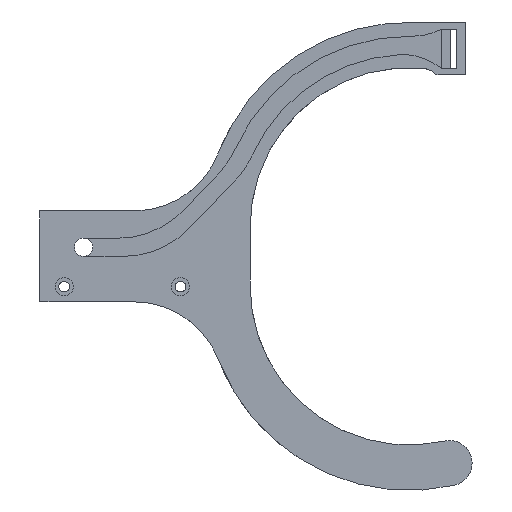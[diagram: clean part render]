
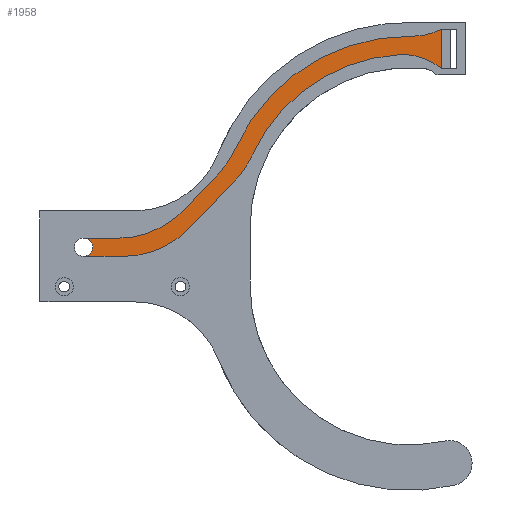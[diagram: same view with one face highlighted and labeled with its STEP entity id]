
A CAD part, front view. The second image highlights one B-rep face of the part: STEP entity #1958.
In plain terms, the highlighted planar face has unit normal (0, -1, 0).
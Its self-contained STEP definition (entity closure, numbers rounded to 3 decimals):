
#72=CIRCLE('',#2072,20.);
#74=CIRCLE('',#2075,56.883);
#77=CIRCLE('',#2080,20.);
#78=CIRCLE('',#2082,30.);
#81=CIRCLE('',#2087,30.);
#83=CIRCLE('',#2090,62.883);
#84=CIRCLE('',#2092,30.);
#87=CIRCLE('',#2097,30.);
#99=CIRCLE('',#2117,3.);
#250=FACE_OUTER_BOUND('',#366,.T.);
#366=EDGE_LOOP('',(#1403,#1404,#1405,#1406,#1407,#1408,#1409,#1410,#1411,
#1412,#1413,#1414,#1415,#1416));
#487=LINE('',#2926,#653);
#494=LINE('',#2948,#660);
#500=LINE('',#2972,#666);
#506=LINE('',#2987,#672);
#517=LINE('',#3214,#683);
#653=VECTOR('',#2329,10.);
#660=VECTOR('',#2350,10.);
#666=VECTOR('',#2376,10.);
#672=VECTOR('',#2390,10.);
#683=VECTOR('',#2437,10.);
#810=VERTEX_POINT('',#2910);
#811=VERTEX_POINT('',#2911);
#814=VERTEX_POINT('',#2919);
#816=VERTEX_POINT('',#2925);
#821=VERTEX_POINT('',#2936);
#822=VERTEX_POINT('',#2941);
#824=VERTEX_POINT('',#2947);
#828=VERTEX_POINT('',#2956);
#829=VERTEX_POINT('',#2958);
#830=VERTEX_POINT('',#2965);
#832=VERTEX_POINT('',#2971);
#836=VERTEX_POINT('',#2980);
#837=VERTEX_POINT('',#2982);
#859=VERTEX_POINT('',#3213);
#1003=EDGE_CURVE('',#810,#811,#72,.F.);
#1007=EDGE_CURVE('',#811,#814,#74,.T.);
#1010=EDGE_CURVE('',#810,#816,#487,.T.);
#1016=EDGE_CURVE('',#816,#821,#77,.T.);
#1018=EDGE_CURVE('',#822,#814,#78,.T.);
#1021=EDGE_CURVE('',#822,#824,#494,.T.);
#1026=EDGE_CURVE('',#828,#829,#81,.F.);
#1029=EDGE_CURVE('',#829,#821,#83,.T.);
#1030=EDGE_CURVE('',#830,#824,#84,.T.);
#1033=EDGE_CURVE('',#830,#832,#500,.T.);
#1038=EDGE_CURVE('',#836,#837,#87,.F.);
#1041=EDGE_CURVE('',#837,#828,#506,.T.);
#1072=EDGE_CURVE('',#859,#836,#517,.T.);
#1073=EDGE_CURVE('',#859,#832,#99,.T.);
#1403=ORIENTED_EDGE('',*,*,#1018,.T.);
#1404=ORIENTED_EDGE('',*,*,#1007,.F.);
#1405=ORIENTED_EDGE('',*,*,#1003,.F.);
#1406=ORIENTED_EDGE('',*,*,#1010,.T.);
#1407=ORIENTED_EDGE('',*,*,#1016,.T.);
#1408=ORIENTED_EDGE('',*,*,#1029,.F.);
#1409=ORIENTED_EDGE('',*,*,#1026,.F.);
#1410=ORIENTED_EDGE('',*,*,#1041,.F.);
#1411=ORIENTED_EDGE('',*,*,#1038,.F.);
#1412=ORIENTED_EDGE('',*,*,#1072,.F.);
#1413=ORIENTED_EDGE('',*,*,#1073,.T.);
#1414=ORIENTED_EDGE('',*,*,#1033,.F.);
#1415=ORIENTED_EDGE('',*,*,#1030,.T.);
#1416=ORIENTED_EDGE('',*,*,#1021,.F.);
#1888=PLANE('',#2116);
#1958=ADVANCED_FACE('',(#250),#1888,.T.);
#2072=AXIS2_PLACEMENT_3D('',#2912,#2314,#2315);
#2075=AXIS2_PLACEMENT_3D('',#2920,#2322,#2323);
#2080=AXIS2_PLACEMENT_3D('',#2938,#2338,#2339);
#2082=AXIS2_PLACEMENT_3D('',#2942,#2343,#2344);
#2087=AXIS2_PLACEMENT_3D('',#2959,#2358,#2359);
#2090=AXIS2_PLACEMENT_3D('',#2963,#2365,#2366);
#2092=AXIS2_PLACEMENT_3D('',#2966,#2369,#2370);
#2097=AXIS2_PLACEMENT_3D('',#2983,#2384,#2385);
#2116=AXIS2_PLACEMENT_3D('',#3212,#2435,#2436);
#2117=AXIS2_PLACEMENT_3D('',#3215,#2438,#2439);
#2314=DIRECTION('center_axis',(0.,1.,0.));
#2315=DIRECTION('ref_axis',(-0.057,0.,0.998));
#2322=DIRECTION('center_axis',(0.,-1.,0.));
#2323=DIRECTION('ref_axis',(0.222,0.,0.975));
#2329=DIRECTION('',(0.,0.,1.));
#2338=DIRECTION('center_axis',(0.,1.,0.));
#2339=DIRECTION('ref_axis',(-0.015,0.,-1.));
#2343=DIRECTION('center_axis',(0.,-1.,0.));
#2344=DIRECTION('ref_axis',(0.827,0.,-0.562));
#2350=DIRECTION('',(-0.693,0.,-0.721));
#2358=DIRECTION('center_axis',(0.,1.,0.));
#2359=DIRECTION('ref_axis',(0.829,0.,-0.56));
#2365=DIRECTION('center_axis',(0.,1.,0.));
#2366=DIRECTION('ref_axis',(-0.222,0.,-0.975));
#2369=DIRECTION('center_axis',(0.,-1.,0.));
#2370=DIRECTION('ref_axis',(0.392,0.,-0.92));
#2376=DIRECTION('',(-1.,0.,0.));
#2384=DIRECTION('center_axis',(0.,1.,0.));
#2385=DIRECTION('ref_axis',(0.392,0.,-0.92));
#2390=DIRECTION('',(0.693,0.,0.721));
#2435=DIRECTION('center_axis',(0.,-1.,0.));
#2436=DIRECTION('ref_axis',(0.,0.,-1.));
#2437=DIRECTION('',(1.,0.,0.));
#2438=DIRECTION('center_axis',(0.,1.,0.));
#2439=DIRECTION('ref_axis',(-1.,0.,0.));
#2910=CARTESIAN_POINT('',(10.648,-3.,52.237));
#2911=CARTESIAN_POINT('',(-3.234,-3.,56.791));
#2912=CARTESIAN_POINT('Origin',(-2.097,-3.,36.824));
#2919=CARTESIAN_POINT('',(-51.721,-3.,23.678));
#2920=CARTESIAN_POINT('Origin',(0.,-3.,0.));
#2925=CARTESIAN_POINT('',(10.648,-3.,65.237));
#2926=CARTESIAN_POINT('',(10.648,-3.,49.769));
#2936=CARTESIAN_POINT('',(0.925,-3.,62.877));
#2938=CARTESIAN_POINT('Origin',(1.22,-3.,82.874));
#2941=CARTESIAN_POINT('',(-57.359,-3.,15.387));
#2942=CARTESIAN_POINT('Origin',(-78.999,-3.,36.165));
#2947=CARTESIAN_POINT('',(-72.689,-3.,-0.578));
#2948=CARTESIAN_POINT('',(-63.692,-3.,8.792));
#2956=CARTESIAN_POINT('',(-63.035,-3.,17.4));
#2958=CARTESIAN_POINT('',(-57.326,-3.,25.847));
#2959=CARTESIAN_POINT('Origin',(-84.674,-3.,38.178));
#2963=CARTESIAN_POINT('Origin',(0.,-3.,0.));
#2965=CARTESIAN_POINT('',(-94.329,-3.,-9.8));
#2966=CARTESIAN_POINT('Origin',(-94.329,-3.,20.2));
#2971=CARTESIAN_POINT('',(-107.5,-3.,-9.8));
#2972=CARTESIAN_POINT('',(-81.76,-3.,-9.8));
#2980=CARTESIAN_POINT('',(-96.176,-3.,-3.8));
#2982=CARTESIAN_POINT('',(-74.537,-3.,5.422));
#2983=CARTESIAN_POINT('Origin',(-96.176,-3.,26.2));
#2987=CARTESIAN_POINT('',(-80.641,-3.,-0.935));
#3212=CARTESIAN_POINT('Origin',(-26.618,-3.,47.301));
#3213=CARTESIAN_POINT('',(-107.5,-3.,-3.8));
#3214=CARTESIAN_POINT('',(-94.738,-3.,-3.8));
#3215=CARTESIAN_POINT('Origin',(-107.5,-3.,-6.8));
